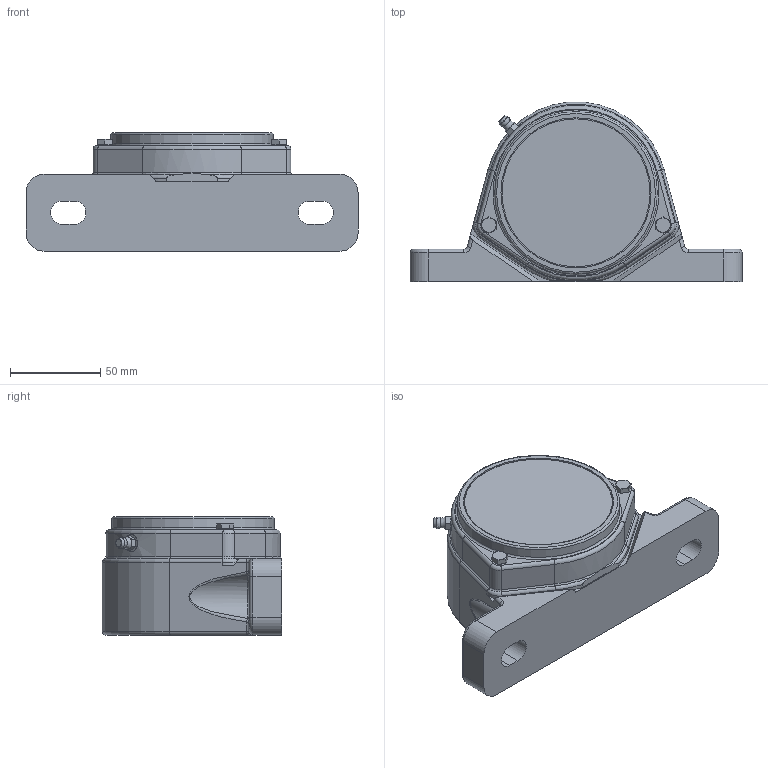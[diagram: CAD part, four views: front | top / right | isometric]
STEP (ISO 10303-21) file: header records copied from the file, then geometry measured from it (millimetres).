
FILE_DESCRIPTION(/* description */ (''),/* implementation_level */ '2;1');
FILE_NAME(/* name */ 'NG40SF20.stp',/* time_stamp */ '2015-10-30T14:32:24+01:00',/* author */ ('fje'),/* organization */ (''),/* preprocessor_version */ 'ST-DEVELOPER v15.2',/* originating_system */ 'Autodesk Inventor 2014',/* authorisation */ '');
FILE_SCHEMA (('AUTOMOTIVE_DESIGN { 1 0 10303 214 3 1 1 }'));
Length unit declared in the file: millimetre
Products named in the file (1): Part112
Bounding box: 184 x 99.51 x 65.5 mm (x, y, z)
Volume: 430290.4 mm3; surface area: 120829.8 mm2
Topology: 6 solids, 14 shells, 475 faces, 1195 edges, 743 vertices
Faces by surface type: cylinder 168, plane 161, cone 66, torus 61, bspline 14, sphere 5
Full cylindrical faces by diameter (mm): 2.4 x2, 3 x4, 4.567 x2, 5 x2, 5.5 x2, 6 x2, 6.5 x4, 6.7 x2, 9 x1, 40 x2, 44.2 x1, 48.5 x1, 49.4 x2, 52 x1, 53.21 x2, 55.75 x1, 58 x1, 68.45 x1, 70.99 x4, 82 x2, 83.2 x1, 88 x2, 90 x1
Entity records: 15551 total; most frequent: CARTESIAN_POINT 4283, DIRECTION 2318, ORIENTED_EDGE 2200, EDGE_CURVE 1072, AXIS2_PLACEMENT_3D 967, VERTEX_POINT 708, EDGE_LOOP 608, CIRCLE 496
